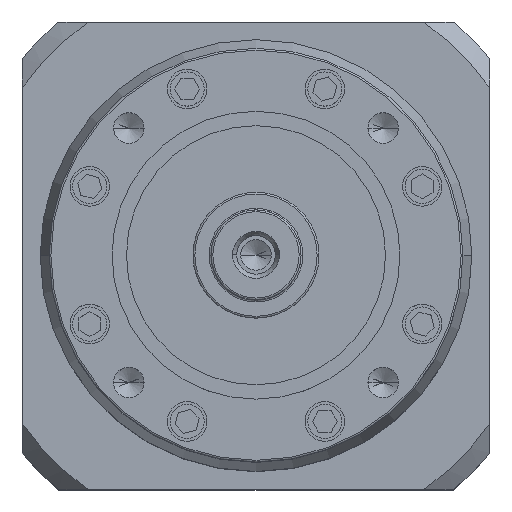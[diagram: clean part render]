
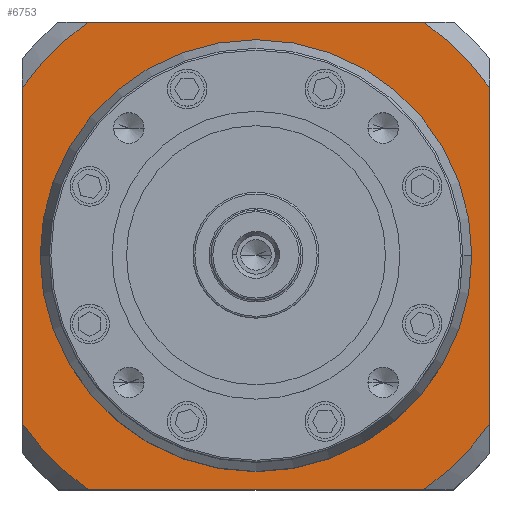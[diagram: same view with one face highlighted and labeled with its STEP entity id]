
A CAD part, top view. The second image highlights one B-rep face of the part: STEP entity #6753.
In plain terms, the highlighted planar face has unit normal (0, 0, 1).
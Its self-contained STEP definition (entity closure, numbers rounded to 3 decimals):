
#279 = ORIENTED_EDGE ( 'NONE', *, *, #6104, .F. ) ;
#284 = CARTESIAN_POINT ( 'NONE',  ( 0., 0., 0. ) ) ;
#449 = ORIENTED_EDGE ( 'NONE', *, *, #5972, .F. ) ;
#576 = CARTESIAN_POINT ( 'NONE',  ( 0., 0., 0. ) ) ;
#675 = CIRCLE ( 'NONE', #2014, 60. ) ;
#796 = VERTEX_POINT ( 'NONE', #6195 ) ;
#1019 = DIRECTION ( 'NONE',  ( -1., 0., 0. ) ) ;
#1056 = CARTESIAN_POINT ( 'NONE',  ( -46.637, -65., 0. ) ) ;
#1259 = CARTESIAN_POINT ( 'NONE',  ( -60., 0., 0. ) ) ;
#1296 = ORIENTED_EDGE ( 'NONE', *, *, #8771, .T. ) ;
#1323 = DIRECTION ( 'NONE',  ( -1., 0., 0. ) ) ;
#1341 = DIRECTION ( 'NONE',  ( 1., 0., 0. ) ) ;
#1429 = DIRECTION ( 'NONE',  ( -1., 0., 0. ) ) ;
#1463 = ORIENTED_EDGE ( 'NONE', *, *, #6214, .T. ) ;
#1469 = CARTESIAN_POINT ( 'NONE',  ( 0., 0., 0. ) ) ;
#1604 = CARTESIAN_POINT ( 'NONE',  ( 54.772, -65., 0. ) ) ;
#1616 = CARTESIAN_POINT ( 'NONE',  ( 0., 0., 0. ) ) ;
#2014 = AXIS2_PLACEMENT_3D ( 'NONE', #2400, #7435, #3106 ) ;
#2119 = EDGE_CURVE ( 'NONE', #5224, #8312, #3087, .T. ) ;
#2195 = DIRECTION ( 'NONE',  ( -1., 0., 0. ) ) ;
#2360 = DIRECTION ( 'NONE',  ( -1., 0., 0. ) ) ;
#2400 = CARTESIAN_POINT ( 'NONE',  ( 0., 0., 0. ) ) ;
#2410 = VERTEX_POINT ( 'NONE', #2441 ) ;
#2441 = CARTESIAN_POINT ( 'NONE',  ( -65., 46.637, 0. ) ) ;
#2463 = CARTESIAN_POINT ( 'NONE',  ( -65., 54.772, 0. ) ) ;
#2523 = FACE_BOUND ( 'NONE', #2616, .T. ) ;
#2616 = EDGE_LOOP ( 'NONE', ( #9262, #8937 ) ) ;
#2735 = VECTOR ( 'NONE', #3198, 1000. ) ;
#2885 = VERTEX_POINT ( 'NONE', #5377 ) ;
#3087 = CIRCLE ( 'NONE', #6341, 60. ) ;
#3106 = DIRECTION ( 'NONE',  ( -1., 0., 0. ) ) ;
#3198 = DIRECTION ( 'NONE',  ( 0., 1., 0. ) ) ;
#3283 = AXIS2_PLACEMENT_3D ( 'NONE', #7869, #5748, #1429 ) ;
#3386 = AXIS2_PLACEMENT_3D ( 'NONE', #1616, #6655, #2360 ) ;
#4266 = DIRECTION ( 'NONE',  ( 0., 0., 1. ) ) ;
#4317 = VECTOR ( 'NONE', #6640, 1000. ) ;
#4396 = VERTEX_POINT ( 'NONE', #9165 ) ;
#4463 = ORIENTED_EDGE ( 'NONE', *, *, #5982, .T. ) ;
#4519 = ORIENTED_EDGE ( 'NONE', *, *, #5532, .T. ) ;
#4799 = EDGE_CURVE ( 'NONE', #8312, #5224, #675, .T. ) ;
#5012 = PLANE ( 'NONE',  #3283 ) ;
#5145 = LINE ( 'NONE', #7905, #8527 ) ;
#5224 = VERTEX_POINT ( 'NONE', #1259 ) ;
#5230 = CIRCLE ( 'NONE', #7452, 80. ) ;
#5329 = CARTESIAN_POINT ( 'NONE',  ( 60., 0., 0. ) ) ;
#5339 = DIRECTION ( 'NONE',  ( 0., 0., 1. ) ) ;
#5368 = EDGE_CURVE ( 'NONE', #796, #6777, #5145, .T. ) ;
#5377 = CARTESIAN_POINT ( 'NONE',  ( -65., -46.637, 0. ) ) ;
#5461 = VECTOR ( 'NONE', #1341, 1000. ) ;
#5532 = EDGE_CURVE ( 'NONE', #2885, #7052, #5935, .T. ) ;
#5644 = DIRECTION ( 'NONE',  ( 0., 0., 1. ) ) ;
#5748 = DIRECTION ( 'NONE',  ( 0., 0., -1. ) ) ;
#5935 = CIRCLE ( 'NONE', #3386, 80. ) ;
#5972 = EDGE_CURVE ( 'NONE', #4396, #8750, #9302, .T. ) ;
#5982 = EDGE_CURVE ( 'NONE', #8719, #6777, #7380, .T. ) ;
#6104 = EDGE_CURVE ( 'NONE', #8719, #7052, #6253, .T. ) ;
#6195 = CARTESIAN_POINT ( 'NONE',  ( 65., 46.637, 0. ) ) ;
#6205 = ORIENTED_EDGE ( 'NONE', *, *, #5368, .F. ) ;
#6214 = EDGE_CURVE ( 'NONE', #796, #8750, #7689, .T. ) ;
#6253 = LINE ( 'NONE', #1604, #4317 ) ;
#6333 = EDGE_LOOP ( 'NONE', ( #279, #4463, #6205, #1463, #449, #1296, #8965, #4519 ) ) ;
#6341 = AXIS2_PLACEMENT_3D ( 'NONE', #1469, #6511, #2195 ) ;
#6350 = LINE ( 'NONE', #2463, #2735 ) ;
#6397 = CARTESIAN_POINT ( 'NONE',  ( 54.772, 65., 0. ) ) ;
#6421 = AXIS2_PLACEMENT_3D ( 'NONE', #8599, #4266, #9335 ) ;
#6511 = DIRECTION ( 'NONE',  ( 0., 0., -1. ) ) ;
#6640 = DIRECTION ( 'NONE',  ( -1., 0., 0. ) ) ;
#6655 = DIRECTION ( 'NONE',  ( 0., 0., 1. ) ) ;
#6753 = ADVANCED_FACE ( 'NONE', ( #8261, #2523 ), #5012, .F. ) ;
#6777 = VERTEX_POINT ( 'NONE', #7246 ) ;
#6971 = CARTESIAN_POINT ( 'NONE',  ( 46.637, -65., 0. ) ) ;
#7052 = VERTEX_POINT ( 'NONE', #1056 ) ;
#7246 = CARTESIAN_POINT ( 'NONE',  ( 65., -46.637, 0. ) ) ;
#7380 = CIRCLE ( 'NONE', #6421, 80. ) ;
#7435 = DIRECTION ( 'NONE',  ( 0., 0., -1. ) ) ;
#7452 = AXIS2_PLACEMENT_3D ( 'NONE', #576, #5644, #1323 ) ;
#7689 = CIRCLE ( 'NONE', #8167, 80. ) ;
#7869 = CARTESIAN_POINT ( 'NONE',  ( 0., 0., 0. ) ) ;
#7905 = CARTESIAN_POINT ( 'NONE',  ( 65., 54.772, 0. ) ) ;
#8167 = AXIS2_PLACEMENT_3D ( 'NONE', #284, #5339, #1019 ) ;
#8261 = FACE_OUTER_BOUND ( 'NONE', #6333, .T. ) ;
#8312 = VERTEX_POINT ( 'NONE', #5329 ) ;
#8527 = VECTOR ( 'NONE', #8653, 1000. ) ;
#8599 = CARTESIAN_POINT ( 'NONE',  ( 0., 0., 0. ) ) ;
#8653 = DIRECTION ( 'NONE',  ( 0., -1., 0. ) ) ;
#8719 = VERTEX_POINT ( 'NONE', #6971 ) ;
#8750 = VERTEX_POINT ( 'NONE', #9169 ) ;
#8771 = EDGE_CURVE ( 'NONE', #4396, #2410, #5230, .T. ) ;
#8937 = ORIENTED_EDGE ( 'NONE', *, *, #4799, .T. ) ;
#8965 = ORIENTED_EDGE ( 'NONE', *, *, #9126, .F. ) ;
#9126 = EDGE_CURVE ( 'NONE', #2885, #2410, #6350, .T. ) ;
#9165 = CARTESIAN_POINT ( 'NONE',  ( -46.637, 65., 0. ) ) ;
#9169 = CARTESIAN_POINT ( 'NONE',  ( 46.637, 65., 0. ) ) ;
#9262 = ORIENTED_EDGE ( 'NONE', *, *, #2119, .T. ) ;
#9302 = LINE ( 'NONE', #6397, #5461 ) ;
#9335 = DIRECTION ( 'NONE',  ( -1., 0., 0. ) ) ;
